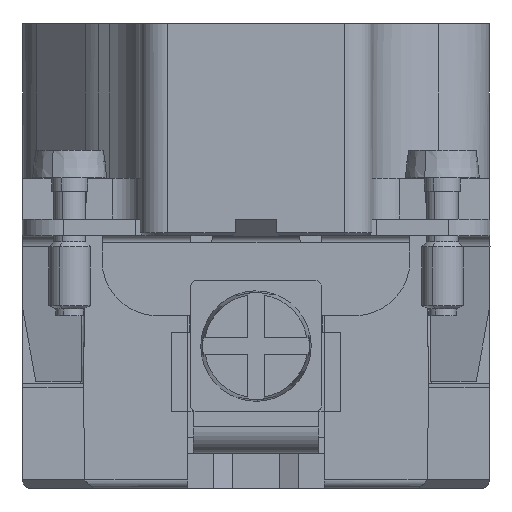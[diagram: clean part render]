
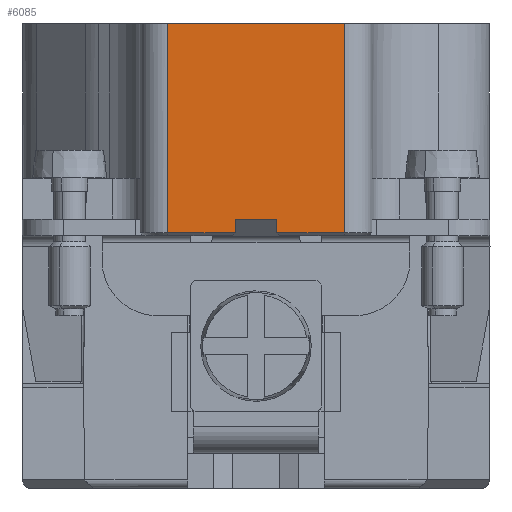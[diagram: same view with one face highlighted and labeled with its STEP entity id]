
A CAD part, front view. The second image highlights one B-rep face of the part: STEP entity #6085.
In plain terms, the highlighted planar face has unit normal (0, -1, 0).
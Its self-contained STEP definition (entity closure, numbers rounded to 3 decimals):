
#6033=AXIS2_PLACEMENT_3D('Plane Axis2P3D',#6030,#6031,#6032) ;
#2471=CARTESIAN_POINT('Vertex',(10.55,0.5,33.65)) ;
#2474=CARTESIAN_POINT('Line Origine',(16.95,0.5,33.65)) ;
#2478=CARTESIAN_POINT('Vertex',(23.35,0.5,33.65)) ;
#6010=CARTESIAN_POINT('Line Origine',(10.55,0.5,10.84)) ;
#6014=CARTESIAN_POINT('Vertex',(10.55,0.5,18.5)) ;
#6030=CARTESIAN_POINT('Axis2P3D Location',(16.95,0.5,19.5)) ;
#6035=CARTESIAN_POINT('Line Origine',(16.95,0.5,19.5)) ;
#6039=CARTESIAN_POINT('Vertex',(18.45,0.5,19.5)) ;
#6041=CARTESIAN_POINT('Vertex',(15.45,0.5,19.5)) ;
#6044=CARTESIAN_POINT('Line Origine',(18.45,0.5,19.)) ;
#6048=CARTESIAN_POINT('Vertex',(18.45,0.5,18.5)) ;
#6051=CARTESIAN_POINT('Line Origine',(20.9,0.5,18.5)) ;
#6055=CARTESIAN_POINT('Vertex',(23.35,0.5,18.5)) ;
#6058=CARTESIAN_POINT('Line Origine',(23.35,0.5,26.075)) ;
#6063=CARTESIAN_POINT('Line Origine',(13.,0.5,18.5)) ;
#6067=CARTESIAN_POINT('Vertex',(15.45,0.5,18.5)) ;
#6070=CARTESIAN_POINT('Line Origine',(15.45,0.5,19.)) ;
#2475=DIRECTION('Vector Direction',(-1.,0.,0.)) ;
#6011=DIRECTION('Vector Direction',(0.,0.,-1.)) ;
#6031=DIRECTION('Axis2P3D Direction',(0.,-1.,0.)) ;
#6032=DIRECTION('Axis2P3D XDirection',(0.,0.,1.)) ;
#6036=DIRECTION('Vector Direction',(-1.,0.,0.)) ;
#6045=DIRECTION('Vector Direction',(0.,0.,1.)) ;
#6052=DIRECTION('Vector Direction',(-1.,0.,0.)) ;
#6059=DIRECTION('Vector Direction',(0.,0.,1.)) ;
#6064=DIRECTION('Vector Direction',(-1.,0.,0.)) ;
#6071=DIRECTION('Vector Direction',(0.,0.,1.)) ;
#2476=VECTOR('Line Direction',#2475,1.) ;
#6012=VECTOR('Line Direction',#6011,1.) ;
#6037=VECTOR('Line Direction',#6036,1.) ;
#6046=VECTOR('Line Direction',#6045,1.) ;
#6053=VECTOR('Line Direction',#6052,1.) ;
#6060=VECTOR('Line Direction',#6059,1.) ;
#6065=VECTOR('Line Direction',#6064,1.) ;
#6072=VECTOR('Line Direction',#6071,1.) ;
#6076=ORIENTED_EDGE('',*,*,#6043,.F.) ;
#6077=ORIENTED_EDGE('',*,*,#6050,.F.) ;
#6078=ORIENTED_EDGE('',*,*,#6057,.F.) ;
#6079=ORIENTED_EDGE('',*,*,#6062,.T.) ;
#6080=ORIENTED_EDGE('',*,*,#2480,.T.) ;
#6081=ORIENTED_EDGE('',*,*,#6016,.F.) ;
#6082=ORIENTED_EDGE('',*,*,#6069,.F.) ;
#6083=ORIENTED_EDGE('',*,*,#6074,.T.) ;
#6085=ADVANCED_FACE('HDC HEEE 40 MC.1\\HDC HEEE 40 INSERT MALE.1\\Koerper.2',(#6084),#6034,.T.) ;
#2480=EDGE_CURVE('',#2479,#2472,#2477,.T.) ;
#6016=EDGE_CURVE('',#6015,#2472,#6013,.F.) ;
#6043=EDGE_CURVE('',#6040,#6042,#6038,.T.) ;
#6050=EDGE_CURVE('',#6049,#6040,#6047,.T.) ;
#6057=EDGE_CURVE('',#6056,#6049,#6054,.T.) ;
#6062=EDGE_CURVE('',#6056,#2479,#6061,.T.) ;
#6069=EDGE_CURVE('',#6068,#6015,#6066,.T.) ;
#6074=EDGE_CURVE('',#6068,#6042,#6073,.T.) ;
#6075=EDGE_LOOP('',(#6076,#6077,#6078,#6079,#6080,#6081,#6082,#6083)) ;
#6084=FACE_OUTER_BOUND('',#6075,.T.) ;
#2477=LINE('Line',#2474,#2476) ;
#6013=LINE('Line',#6010,#6012) ;
#6038=LINE('Line',#6035,#6037) ;
#6047=LINE('Line',#6044,#6046) ;
#6054=LINE('Line',#6051,#6053) ;
#6061=LINE('Line',#6058,#6060) ;
#6066=LINE('Line',#6063,#6065) ;
#6073=LINE('Line',#6070,#6072) ;
#6034=PLANE('',#6033) ;
#2472=VERTEX_POINT('',#2471) ;
#2479=VERTEX_POINT('',#2478) ;
#6015=VERTEX_POINT('',#6014) ;
#6040=VERTEX_POINT('',#6039) ;
#6042=VERTEX_POINT('',#6041) ;
#6049=VERTEX_POINT('',#6048) ;
#6056=VERTEX_POINT('',#6055) ;
#6068=VERTEX_POINT('',#6067) ;
